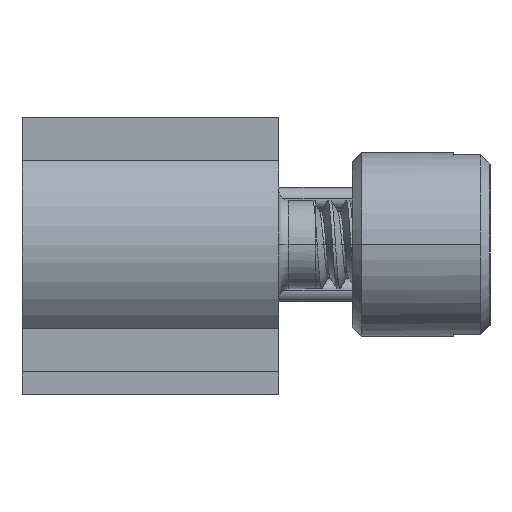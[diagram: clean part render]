
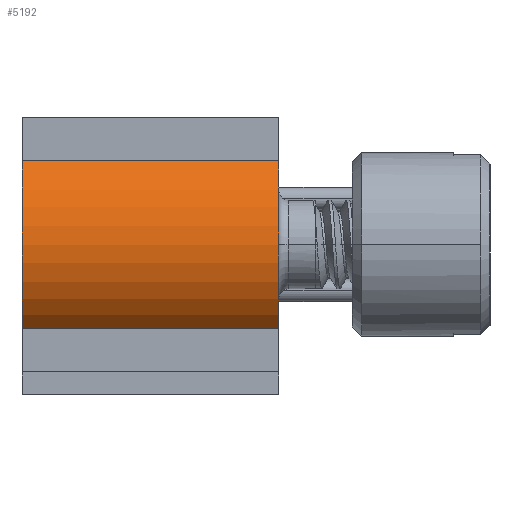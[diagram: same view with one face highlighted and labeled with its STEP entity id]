
A CAD part, left-side view. The second image highlights one B-rep face of the part: STEP entity #5192.
In plain terms, the highlighted cylindrical face has radius 2.5 mm (diameter 5 mm), a partial arc.
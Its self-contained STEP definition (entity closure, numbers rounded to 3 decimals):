
#79=CARTESIAN_POINT('',(-8.5,3.4,0.));
#80=DIRECTION('',(0.,-1.,0.));
#81=DIRECTION('',(-0.68,0.,0.733));
#82=AXIS2_PLACEMENT_3D('',#79,#80,#81);
#565=CARTESIAN_POINT('',(-8.5,-2.2,0.));
#566=DIRECTION('',(0.,-1.,0.));
#567=DIRECTION('',(-0.68,0.,0.733));
#568=AXIS2_PLACEMENT_3D('',#565,#566,#567);
#2570=DIRECTION('',(0.,-1.,0.));
#2571=VECTOR('',#2570,5.6);
#2572=CARTESIAN_POINT('',(-10.2,3.4,1.833));
#2573=LINE('',#2572,#2571);
#2577=DIRECTION('',(0.,-1.,0.));
#2578=VECTOR('',#2577,5.6);
#2579=CARTESIAN_POINT('',(-10.2,3.4,-1.833));
#2580=LINE('',#2579,#2578);
#2934=CARTESIAN_POINT('',(-10.2,3.4,1.833));
#2936=VERTEX_POINT('',#2934);
#2937=CARTESIAN_POINT('',(-10.2,3.4,-1.833));
#2938=VERTEX_POINT('',#2937);
#2943=CARTESIAN_POINT('',(-10.2,-2.2,1.833));
#2944=VERTEX_POINT('',#2943);
#2945=CARTESIAN_POINT('',(-10.2,-2.2,-1.833));
#2946=VERTEX_POINT('',#2945);
#5180=CARTESIAN_POINT('',(-8.5,3.4,0.));
#5181=DIRECTION('',(0.,-1.,0.));
#5182=DIRECTION('',(-1.,0.,0.));
#5183=AXIS2_PLACEMENT_3D('',#5180,#5181,#5182);
#5184=CYLINDRICAL_SURFACE('',#5183,2.5);
#5185=ORIENTED_EDGE('',*,*,#3058,.F.);
#5186=ORIENTED_EDGE('',*,*,#5175,.T.);
#5187=ORIENTED_EDGE('',*,*,#3380,.T.);
#5189=ORIENTED_EDGE('',*,*,#5188,.F.);
#5190=EDGE_LOOP('',(#5185,#5186,#5187,#5189));
#5191=FACE_OUTER_BOUND('',#5190,.F.);
#83=CIRCLE('',#82,2.5);
#569=CIRCLE('',#568,2.5);
#3058=EDGE_CURVE('',#2936,#2938,#83,.T.);
#3380=EDGE_CURVE('',#2944,#2946,#569,.T.);
#5175=EDGE_CURVE('',#2936,#2944,#2573,.T.);
#5188=EDGE_CURVE('',#2938,#2946,#2580,.T.);
#5192=ADVANCED_FACE('',(#5191),#5184,.T.);
